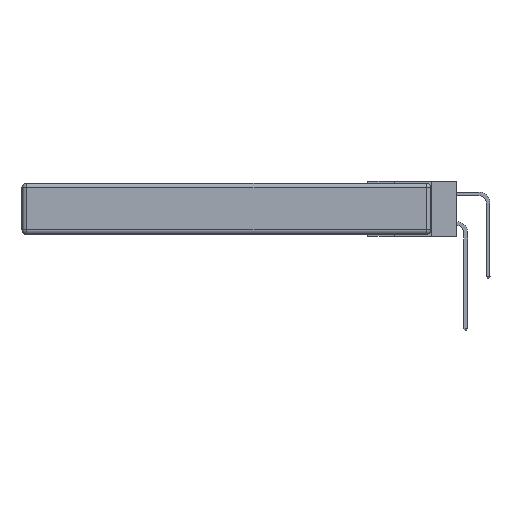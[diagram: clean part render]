
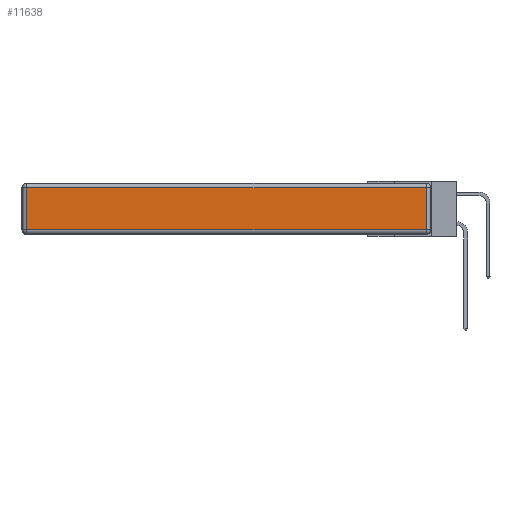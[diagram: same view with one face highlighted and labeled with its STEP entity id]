
A CAD part, left-side view. The second image highlights one B-rep face of the part: STEP entity #11638.
In plain terms, the highlighted planar face has unit normal (-1, 0, 0).
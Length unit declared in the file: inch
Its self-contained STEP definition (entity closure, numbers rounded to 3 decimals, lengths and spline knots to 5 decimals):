
#902 = EDGE_CURVE ( 'NONE', #11468, #1593, #18776, .T. ) ;
#1302 = EDGE_LOOP ( 'NONE', ( #11912, #15661, #25663, #26964 ) ) ;
#1593 = VERTEX_POINT ( 'NONE', #8336 ) ;
#5165 = LINE ( 'NONE', #24716, #19062 ) ;
#5936 = DIRECTION ( 'NONE',  ( 0., 0., 1. ) ) ;
#6669 = VECTOR ( 'NONE', #23568, 39.37008 ) ;
#8336 = CARTESIAN_POINT ( 'NONE',  ( 0., 2.72, -0.313 ) ) ;
#9342 = VECTOR ( 'NONE', #22331, 39.37008 ) ;
#10198 = VECTOR ( 'NONE', #14100, 39.37008 ) ;
#10477 = PLANE ( 'NONE',  #10706 ) ;
#10706 = AXIS2_PLACEMENT_3D ( 'NONE', #20128, #12853, #5936 ) ;
#10738 = DIRECTION ( 'NONE',  ( 0., -1., 0. ) ) ;
#11468 = VERTEX_POINT ( 'NONE', #17654 ) ;
#11638 = ADVANCED_FACE ( 'NONE', ( #14682 ), #10477, .T. ) ;
#11912 = ORIENTED_EDGE ( 'NONE', *, *, #19751, .T. ) ;
#12853 = DIRECTION ( 'NONE',  ( -1., 0., 0. ) ) ;
#12951 = EDGE_CURVE ( 'NONE', #19054, #11468, #28453, .T. ) ;
#14100 = DIRECTION ( 'NONE',  ( 0., 1., 0. ) ) ;
#14682 = FACE_OUTER_BOUND ( 'NONE', #1302, .T. ) ;
#15661 = ORIENTED_EDGE ( 'NONE', *, *, #16143, .T. ) ;
#16143 = EDGE_CURVE ( 'NONE', #30034, #19054, #21812, .T. ) ;
#16302 = CARTESIAN_POINT ( 'NONE',  ( 0., 2.75, -0.03 ) ) ;
#17654 = CARTESIAN_POINT ( 'NONE',  ( 0., 2.72, -0.03 ) ) ;
#17842 = CARTESIAN_POINT ( 'NONE',  ( 0., 0.03, -0.313 ) ) ;
#18776 = LINE ( 'NONE', #26003, #6669 ) ;
#19054 = VERTEX_POINT ( 'NONE', #26765 ) ;
#19062 = VECTOR ( 'NONE', #10738, 39.37008 ) ;
#19751 = EDGE_CURVE ( 'NONE', #1593, #30034, #5165, .T. ) ;
#20128 = CARTESIAN_POINT ( 'NONE',  ( 0., 0., -0.343 ) ) ;
#21812 = LINE ( 'NONE', #29440, #9342 ) ;
#22331 = DIRECTION ( 'NONE',  ( 0., 0., 1. ) ) ;
#23568 = DIRECTION ( 'NONE',  ( 0., 0., -1. ) ) ;
#24716 = CARTESIAN_POINT ( 'NONE',  ( 0., 0., -0.313 ) ) ;
#25663 = ORIENTED_EDGE ( 'NONE', *, *, #12951, .T. ) ;
#26003 = CARTESIAN_POINT ( 'NONE',  ( 0., 2.72, -0.343 ) ) ;
#26765 = CARTESIAN_POINT ( 'NONE',  ( 0., 0.03, -0.03 ) ) ;
#26964 = ORIENTED_EDGE ( 'NONE', *, *, #902, .T. ) ;
#28453 = LINE ( 'NONE', #16302, #10198 ) ;
#29440 = CARTESIAN_POINT ( 'NONE',  ( 0., 0.03, -0.343 ) ) ;
#30034 = VERTEX_POINT ( 'NONE', #17842 ) ;
